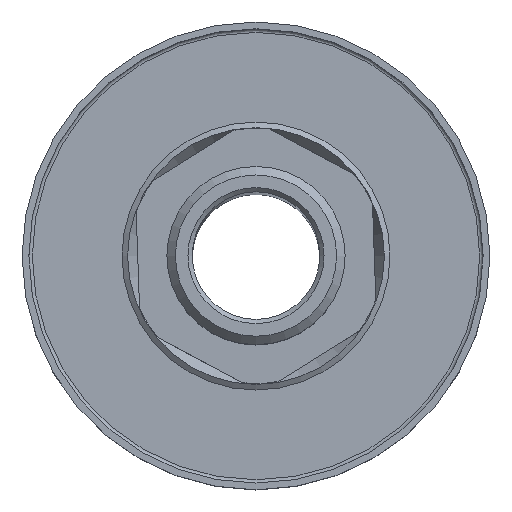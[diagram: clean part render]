
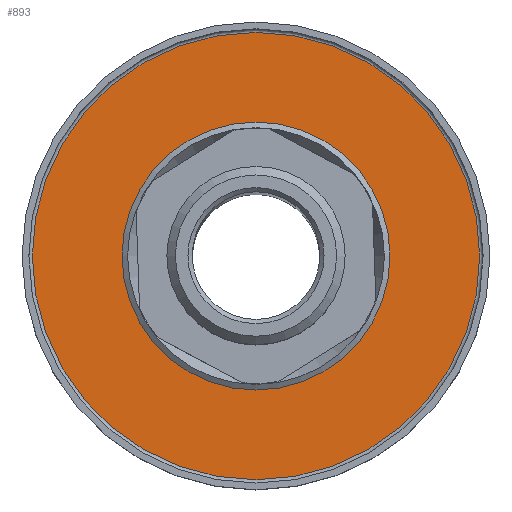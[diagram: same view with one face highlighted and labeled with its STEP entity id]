
A CAD part, top view. The second image highlights one B-rep face of the part: STEP entity #893.
In plain terms, the highlighted face is planar.
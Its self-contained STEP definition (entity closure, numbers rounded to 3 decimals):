
#226=ORIENTED_EDGE('',*,*,#309,.T.);
#227=ORIENTED_EDGE('',*,*,#310,.T.);
#309=EDGE_CURVE('',#368,#368,#415,.T.);
#310=EDGE_CURVE('',#369,#369,#416,.F.);
#368=VERTEX_POINT('',#1417);
#369=VERTEX_POINT('',#1419);
#415=CIRCLE('',#993,26.3);
#416=CIRCLE('',#994,14.84);
#487=EDGE_LOOP('',(#226));
#488=EDGE_LOOP('',(#227));
#571=FACE_BOUND('',#487,.T.);
#572=FACE_BOUND('',#488,.T.);
#606=PLANE('',#992);
#893=ADVANCED_FACE('',(#571,#572),#606,.T.);
#992=AXIS2_PLACEMENT_3D('',#1415,#1187,#1188);
#993=AXIS2_PLACEMENT_3D('',#1416,#1189,#1190);
#994=AXIS2_PLACEMENT_3D('',#1418,#1191,#1192);
#1187=DIRECTION('',(-1.,0.,0.));
#1188=DIRECTION('',(0.,0.,1.));
#1189=DIRECTION('',(-1.,0.,0.));
#1190=DIRECTION('',(0.,0.,1.));
#1191=DIRECTION('',(-1.,0.,0.));
#1192=DIRECTION('',(0.,0.,1.));
#1415=CARTESIAN_POINT('',(12.2,0.,0.));
#1416=CARTESIAN_POINT('',(12.2,0.,0.));
#1417=CARTESIAN_POINT('',(12.2,0.,26.3));
#1418=CARTESIAN_POINT('',(12.2,0.,0.));
#1419=CARTESIAN_POINT('',(12.2,0.,14.84));
